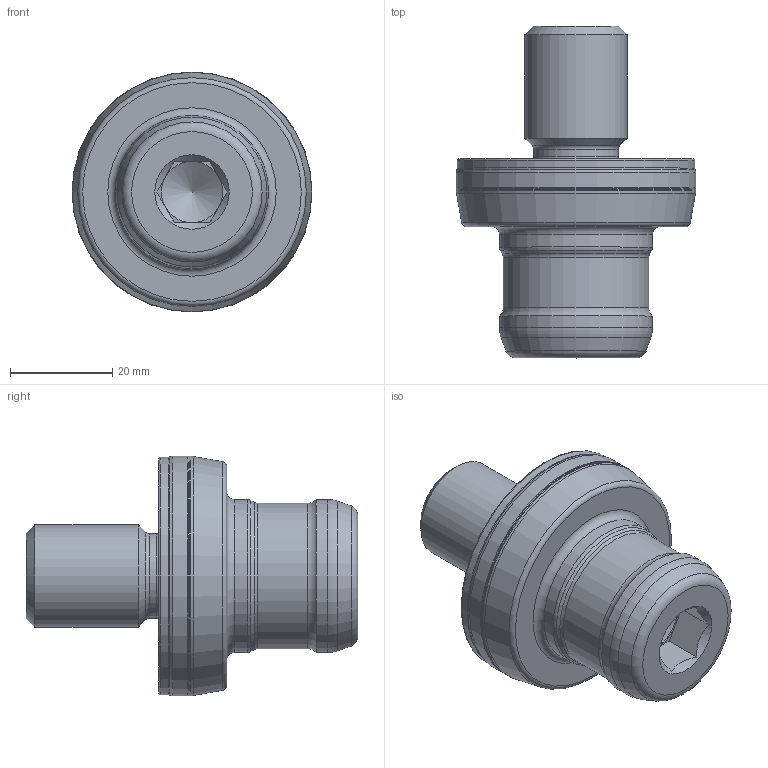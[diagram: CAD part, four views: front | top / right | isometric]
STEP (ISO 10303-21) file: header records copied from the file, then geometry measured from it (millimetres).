
FILE_DESCRIPTION (( 'STEP AP214' ), '1' );
FILE_NAME ('801 224_069-121-03 Sondernippel mit NP Einschraubgewinde M20.STEP', '2020-11-27T13:31:38', ( '' ), ( '' ), 'SwSTEP 2.0', 'SolidWorks 2019', '' );
FILE_SCHEMA (( 'AUTOMOTIVE_DESIGN' ));
Length unit declared in the file: millimetre
Products named in the file (1): 801 224_069-121-03 Sondernippel mit NP Einschraubgewinde M20
Bounding box: 47 x 65 x 47 mm (x, y, z)
Volume: 45719.5 mm3; surface area: 9386.2 mm2
Topology: 1 solids, 1 shells, 55 faces, 112 edges, 62 vertices
Faces by surface type: plane 17, torus 15, cone 12, cylinder 11
Full cylindrical faces by diameter (mm): 4 x1, 6.4 x1, 12 x1, 16.6 x1, 20 x1, 28.5 x1, 30 x2, 46.6 x1, 46.9 x1, 47 x1
Entity records: 1284 total; most frequent: CARTESIAN_POINT 256, DIRECTION 224, ORIENTED_EDGE 142, AXIS2_PLACEMENT_3D 103, EDGE_LOOP 96, FACE_OUTER_BOUND 81, EDGE_CURVE 71, VERTEX_POINT 59
